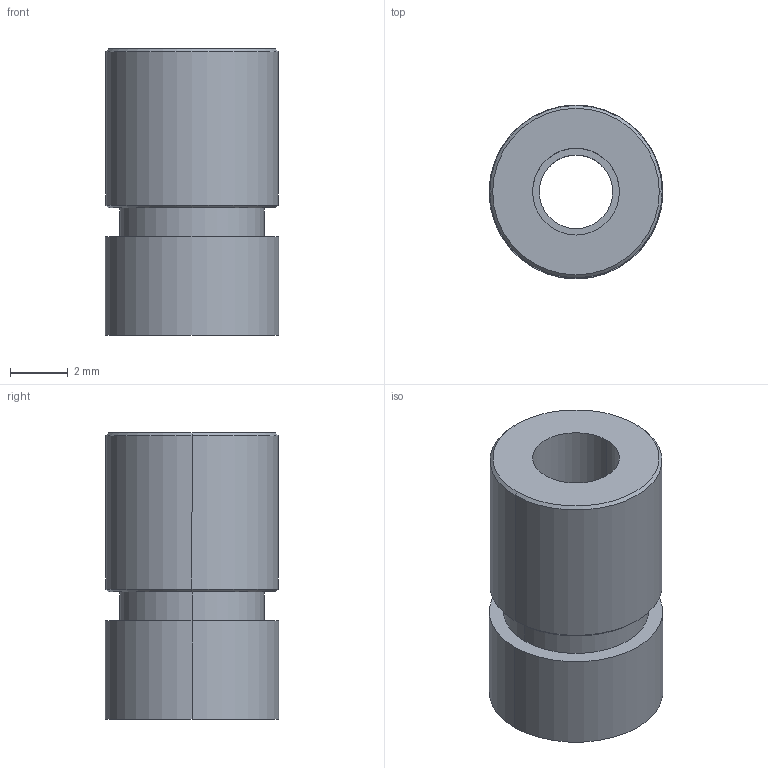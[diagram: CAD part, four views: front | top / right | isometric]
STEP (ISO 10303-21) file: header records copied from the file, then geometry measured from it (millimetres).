
FILE_DESCRIPTION (( 'STEP AP214' ), '1' );
FILE_NAME ('肃珏痦 祛潴朦.STEP', '2018-01-31T11:10:30', ( '' ), ( '' ), 'SwSTEP 2.0', 'SolidWorks 2015', '' );
FILE_SCHEMA (( 'AUTOMOTIVE_DESIGN' ));
Length unit declared in the file: millimetre
Products named in the file (1): 肃珏痦 祛潴朦
Bounding box: 6 x 6 x 9.9 mm (x, y, z)
Volume: 184.9 mm3; surface area: 369.6 mm2
Topology: 2 solids, 2 shells, 25 faces, 50 edges, 32 vertices
Faces by surface type: cylinder 14, plane 7, cone 4
Entity records: 913 total; most frequent: DIRECTION 134, CARTESIAN_POINT 108, ORIENTED_EDGE 100, AXIS2_PLACEMENT_3D 58, EDGE_CURVE 50, CIRCLE 32, VERTEX_POINT 32, EDGE_LOOP 32
